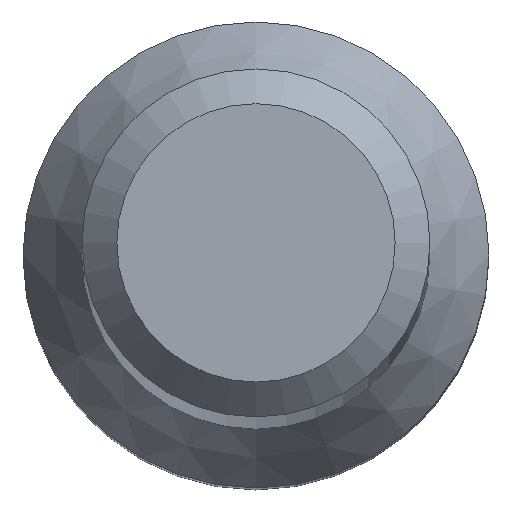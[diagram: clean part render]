
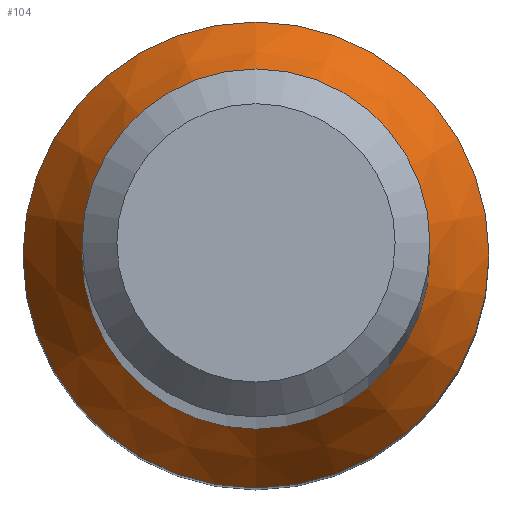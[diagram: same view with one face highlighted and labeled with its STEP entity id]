
A CAD part, top view. The second image highlights one B-rep face of the part: STEP entity #104.
In plain terms, the highlighted conical face has half-angle 30 degrees and reference radius 2.009 mm.
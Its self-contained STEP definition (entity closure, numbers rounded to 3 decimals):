
#8 = DIRECTION ( 'NONE',  ( 0., 1., 0. ) ) ;
#16 = DIRECTION ( 'NONE',  ( 0., 0., -1. ) ) ;
#36 = DIRECTION ( 'NONE',  ( 0., 1., 0. ) ) ;
#50 = ORIENTED_EDGE ( 'NONE', *, *, #211, .F. ) ;
#52 = ORIENTED_EDGE ( 'NONE', *, *, #57, .T. ) ;
#56 = AXIS2_PLACEMENT_3D ( 'NONE', #242, #223, #77 ) ;
#57 = EDGE_CURVE ( 'NONE', #222, #222, #226, .T. ) ;
#65 = CARTESIAN_POINT ( 'NONE',  ( 0., 0., 11.083 ) ) ;
#71 = EDGE_LOOP ( 'NONE', ( #52 ) ) ;
#73 = FACE_BOUND ( 'NONE', #71, .T. ) ;
#74 = VERTEX_POINT ( 'NONE', #115 ) ;
#77 = DIRECTION ( 'NONE',  ( 0., 1., 0. ) ) ;
#101 = CONICAL_SURFACE ( 'NONE', #56, 2.009, 0.524 ) ;
#104 = ADVANCED_FACE ( 'NONE', ( #73, #129 ), #101, .T. ) ;
#115 = CARTESIAN_POINT ( 'NONE',  ( 0., 2.009, 10.201 ) ) ;
#120 = AXIS2_PLACEMENT_3D ( 'NONE', #188, #16, #36 ) ;
#129 = FACE_OUTER_BOUND ( 'NONE', #232, .T. ) ;
#151 = AXIS2_PLACEMENT_3D ( 'NONE', #65, #179, #8 ) ;
#179 = DIRECTION ( 'NONE',  ( 0., 0., -1. ) ) ;
#187 = CARTESIAN_POINT ( 'NONE',  ( 0., 1.5, 11.083 ) ) ;
#188 = CARTESIAN_POINT ( 'NONE',  ( 0., 0., 10.201 ) ) ;
#211 = EDGE_CURVE ( 'NONE', #74, #74, #218, .T. ) ;
#218 = CIRCLE ( 'NONE', #120, 2.009 ) ;
#222 = VERTEX_POINT ( 'NONE', #187 ) ;
#223 = DIRECTION ( 'NONE',  ( 0., 0., -1. ) ) ;
#226 = CIRCLE ( 'NONE', #151, 1.5 ) ;
#232 = EDGE_LOOP ( 'NONE', ( #50 ) ) ;
#242 = CARTESIAN_POINT ( 'NONE',  ( 0., 0., 10.201 ) ) ;
